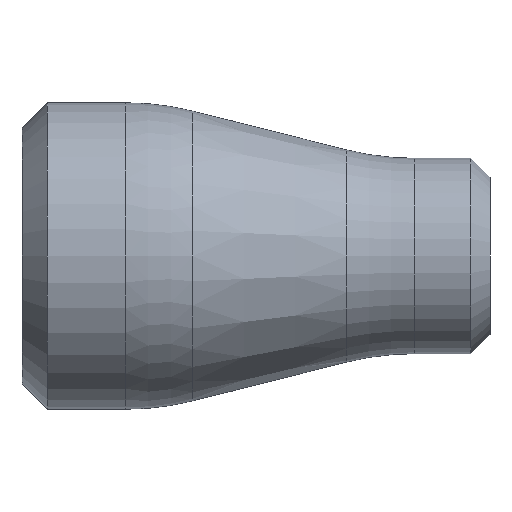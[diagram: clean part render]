
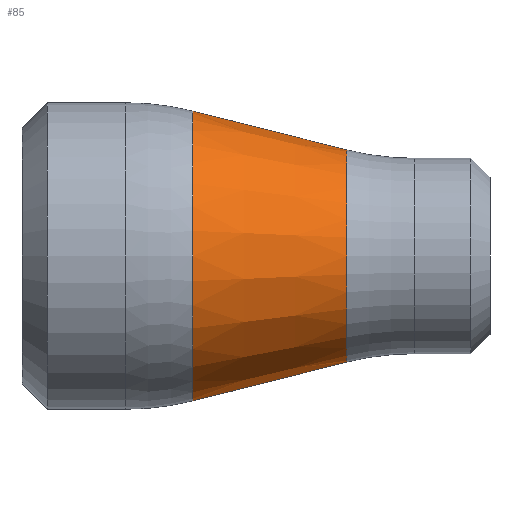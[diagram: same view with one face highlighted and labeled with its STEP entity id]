
A CAD part, front view. The second image highlights one B-rep face of the part: STEP entity #85.
In plain terms, the highlighted conical face has half-angle 14.149 degrees and reference radius 11.56 mm.
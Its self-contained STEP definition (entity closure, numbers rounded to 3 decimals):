
#8 = EDGE_CURVE ( 'NONE', #635, #302, #205, .T. ) ;
#18 = VERTEX_POINT ( 'NONE', #210 ) ;
#38 = CARTESIAN_POINT ( 'NONE',  ( 35.39, 0., 0. ) ) ;
#39 = ORIENTED_EDGE ( 'NONE', *, *, #230, .T. ) ;
#41 = FACE_OUTER_BOUND ( 'NONE', #197, .T. ) ;
#68 = CIRCLE ( 'NONE', #385, 11.56 ) ;
#70 = AXIS2_PLACEMENT_3D ( 'NONE', #38, #261, #373 ) ;
#85 = ADVANCED_FACE ( 'NONE', ( #41 ), #399, .T. ) ;
#87 = DIRECTION ( 'NONE',  ( -1., 0., 0. ) ) ;
#88 = CARTESIAN_POINT ( 'NONE',  ( 35.39, 0., 0. ) ) ;
#155 = DIRECTION ( 'NONE',  ( -0.97, 0., -0.244 ) ) ;
#184 = ORIENTED_EDGE ( 'NONE', *, *, #268, .F. ) ;
#193 = CIRCLE ( 'NONE', #407, 15.79 ) ;
#197 = EDGE_LOOP ( 'NONE', ( #541, #39, #359, #184 ) ) ;
#205 = LINE ( 'NONE', #440, #362 ) ;
#210 = CARTESIAN_POINT ( 'NONE',  ( 18.61, 0., 15.79 ) ) ;
#230 = EDGE_CURVE ( 'NONE', #635, #533, #68, .T. ) ;
#261 = DIRECTION ( 'NONE',  ( -1., 0., 0. ) ) ;
#268 = EDGE_CURVE ( 'NONE', #302, #18, #193, .T. ) ;
#271 = DIRECTION ( 'NONE',  ( 0., 0., 1. ) ) ;
#285 = CARTESIAN_POINT ( 'NONE',  ( 35.39, 0., 11.56 ) ) ;
#302 = VERTEX_POINT ( 'NONE', #442 ) ;
#338 = LINE ( 'NONE', #746, #366 ) ;
#359 = ORIENTED_EDGE ( 'NONE', *, *, #417, .T. ) ;
#362 = VECTOR ( 'NONE', #155, 1000. ) ;
#366 = VECTOR ( 'NONE', #755, 1000. ) ;
#373 = DIRECTION ( 'NONE',  ( 0., 0., 1. ) ) ;
#385 = AXIS2_PLACEMENT_3D ( 'NONE', #88, #609, #271 ) ;
#399 = CONICAL_SURFACE ( 'NONE', #70, 11.56, 0.247 ) ;
#401 = CARTESIAN_POINT ( 'NONE',  ( 35.39, 0., -11.56 ) ) ;
#407 = AXIS2_PLACEMENT_3D ( 'NONE', #604, #87, #552 ) ;
#417 = EDGE_CURVE ( 'NONE', #533, #18, #338, .T. ) ;
#440 = CARTESIAN_POINT ( 'NONE',  ( 35.39, 0., -11.56 ) ) ;
#442 = CARTESIAN_POINT ( 'NONE',  ( 18.61, 0., -15.79 ) ) ;
#533 = VERTEX_POINT ( 'NONE', #285 ) ;
#541 = ORIENTED_EDGE ( 'NONE', *, *, #8, .F. ) ;
#552 = DIRECTION ( 'NONE',  ( 0., 0., 1. ) ) ;
#604 = CARTESIAN_POINT ( 'NONE',  ( 18.61, 0., 0. ) ) ;
#609 = DIRECTION ( 'NONE',  ( -1., 0., 0. ) ) ;
#635 = VERTEX_POINT ( 'NONE', #401 ) ;
#746 = CARTESIAN_POINT ( 'NONE',  ( 35.39, 0., 11.56 ) ) ;
#755 = DIRECTION ( 'NONE',  ( -0.97, 0., 0.244 ) ) ;
